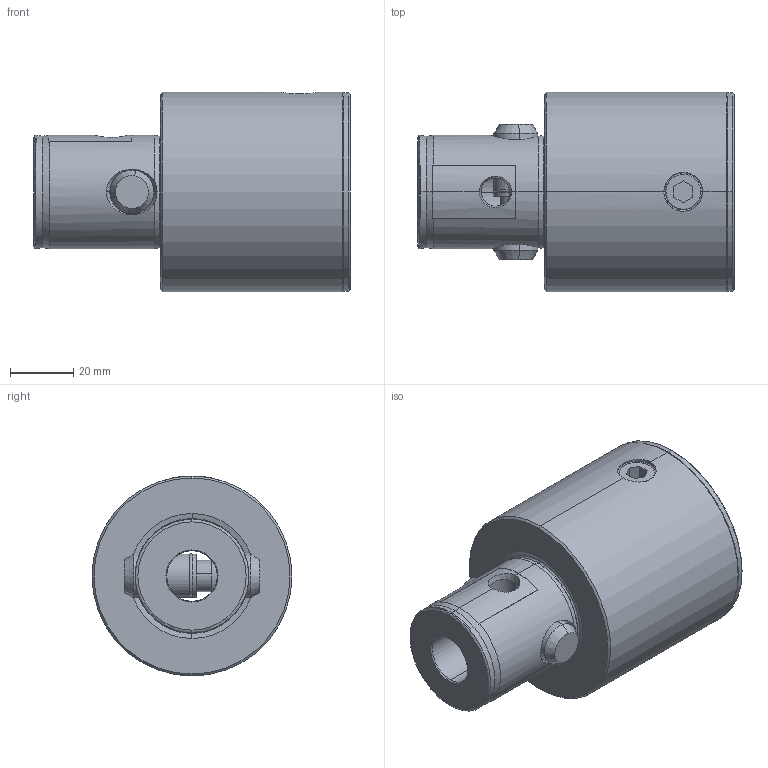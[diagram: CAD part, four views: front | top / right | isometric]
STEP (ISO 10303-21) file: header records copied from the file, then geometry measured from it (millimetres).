
FILE_DESCRIPTION (( 'STEP AP214' ), '1' );
FILE_NAME ('11.331.660.STEP', '2016-08-05T16:06:10', ( '' ), ( '' ), 'SwSTEP 2.0', 'SolidWorks 2016', '' );
FILE_SCHEMA (( 'AUTOMOTIVE_DESIGN' ));
Length unit declared in the file: millimetre
Products named in the file (6): 11.331.660; 691-50XRing_10.691.506Ring; 10.690.43X_10.690.436; 10.691.50X_10.691.506; 11.331.660_11.331.660
Assembly tree (5 placements, depth 3):
  11.331.660
    11.331.660_11.331.660
    10.690.43X_10.690.436
    10.691.50X_10.691.506
      10.691.50X_10.691.506
      691-50XRing_10.691.506Ring
Bounding box: 100 x 63.27 x 63.27 mm (x, y, z)
Volume: 172021.1 mm3; surface area: 34436.8 mm2
Topology: 4 solids, 4 shells, 132 faces, 304 edges, 179 vertices
Faces by surface type: cone 43, cylinder 43, plane 37, torus 9
Entity records: 4639 total; most frequent: CARTESIAN_POINT 1388, DIRECTION 677, ORIENTED_EDGE 604, EDGE_CURVE 302, AXIS2_PLACEMENT_3D 270, VERTEX_POINT 179, EDGE_LOOP 143, VECTOR 137
